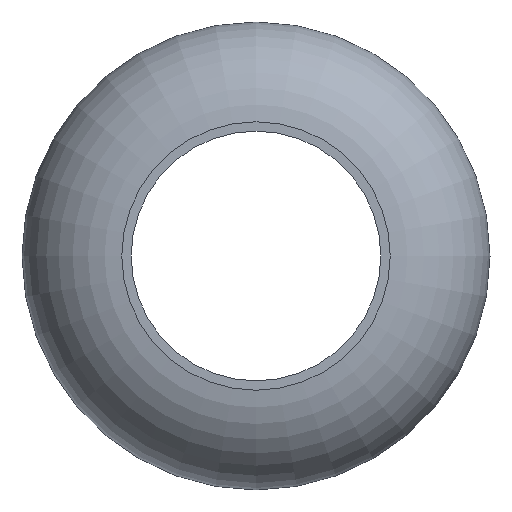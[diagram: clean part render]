
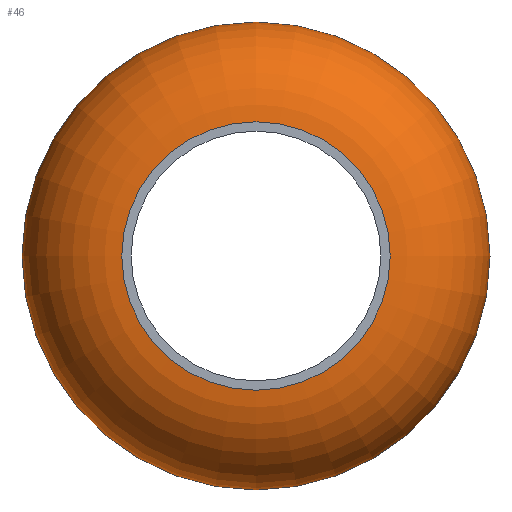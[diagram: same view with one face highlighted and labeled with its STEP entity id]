
A CAD part, left-side view. The second image highlights one B-rep face of the part: STEP entity #46.
In plain terms, the highlighted toroidal (fillet/blend) face has major radius 20.469 mm and minor radius 17.031 mm.
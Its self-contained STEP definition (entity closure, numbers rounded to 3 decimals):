
#46 = ADVANCED_FACE( '', ( #94, #95, #96 ), #97, .T. );
#94 = FACE_BOUND( '', #135, .T. );
#95 = FACE_OUTER_BOUND( '', #136, .T. );
#96 = FACE_OUTER_BOUND( '', #137, .T. );
#97 = TOROIDAL_SURFACE( '', #138, 20.469, 17.031 );
#135 = VERTEX_LOOP( '', #184 );
#136 = EDGE_LOOP( '', ( #185 ) );
#137 = EDGE_LOOP( '', ( #186 ) );
#138 = AXIS2_PLACEMENT_3D( '', #187, #188, #189 );
#184 = VERTEX_POINT( '', #207 );
#185 = ORIENTED_EDGE( '', *, *, #199, .T. );
#186 = ORIENTED_EDGE( '', *, *, #201, .F. );
#187 = CARTESIAN_POINT( '', ( 41., 0., 0. ) );
#188 = DIRECTION( '', ( 1., 0., 0. ) );
#189 = DIRECTION( '', ( 0., 0., -1. ) );
#199 = EDGE_CURVE( '', #222, #222, #223, .T. );
#201 = EDGE_CURVE( '', #225, #225, #226, .T. );
#207 = CARTESIAN_POINT( '', ( 41., 0., -37.5 ) );
#222 = VERTEX_POINT( '', #246 );
#223 = CIRCLE( '', #247, 21.5 );
#225 = VERTEX_POINT( '', #249 );
#226 = CIRCLE( '', #250, 21.5 );
#246 = CARTESIAN_POINT( '', ( 24., 0., -21.5 ) );
#247 = AXIS2_PLACEMENT_3D( '', #271, #272, #273 );
#249 = CARTESIAN_POINT( '', ( 58., 0., -21.5 ) );
#250 = AXIS2_PLACEMENT_3D( '', #274, #275, #276 );
#271 = CARTESIAN_POINT( '', ( 24., 0., 0. ) );
#272 = DIRECTION( '', ( 1., 0., 0. ) );
#273 = DIRECTION( '', ( 0., 0., -1. ) );
#274 = CARTESIAN_POINT( '', ( 58., 0., 0. ) );
#275 = DIRECTION( '', ( 1., 0., 0. ) );
#276 = DIRECTION( '', ( 0., 0., -1. ) );
